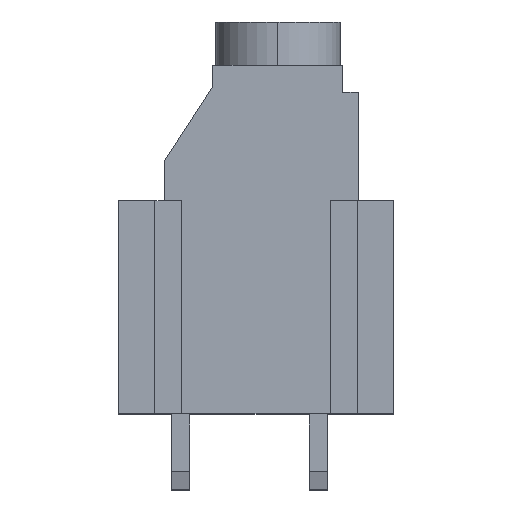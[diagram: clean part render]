
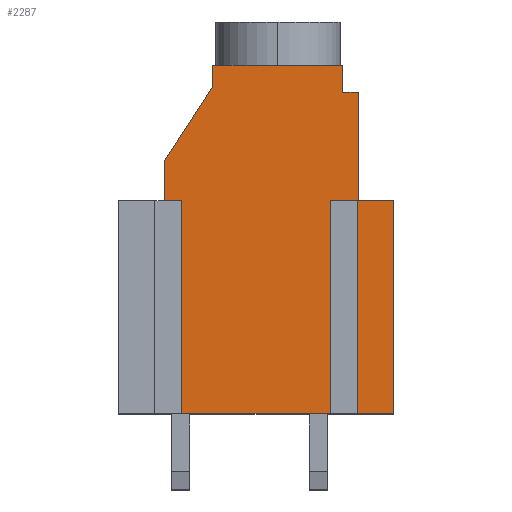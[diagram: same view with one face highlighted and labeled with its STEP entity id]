
A CAD part, top view. The second image highlights one B-rep face of the part: STEP entity #2287.
In plain terms, the highlighted planar face has unit normal (0, 0, 1).
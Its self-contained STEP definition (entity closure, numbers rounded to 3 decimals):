
#28 = CARTESIAN_POINT ( 'NONE',  ( 15.22, 11.8, 19.04 ) ) ;
#35 = ORIENTED_EDGE ( 'NONE', *, *, #371, .T. ) ;
#48 = EDGE_CURVE ( 'NONE', #3220, #2197, #1191, .T. ) ;
#80 = VERTEX_POINT ( 'NONE', #3033 ) ;
#121 = ORIENTED_EDGE ( 'NONE', *, *, #1627, .T. ) ;
#140 = CARTESIAN_POINT ( 'NONE',  ( 11.72, 11.8, 19.04 ) ) ;
#146 = VECTOR ( 'NONE', #1192, 1000. ) ;
#155 = VERTEX_POINT ( 'NONE', #1718 ) ;
#188 = DIRECTION ( 'NONE',  ( -1., 0., 0. ) ) ;
#210 = DIRECTION ( 'NONE',  ( 0., 0., 1. ) ) ;
#220 = PLANE ( 'NONE',  #2650 ) ;
#303 = CARTESIAN_POINT ( 'NONE',  ( 0., 0., 19.04 ) ) ;
#339 = DIRECTION ( 'NONE',  ( 1., 0., 0. ) ) ;
#348 = VERTEX_POINT ( 'NONE', #1780 ) ;
#349 = CARTESIAN_POINT ( 'NONE',  ( 13.22, 0., 19.04 ) ) ;
#351 = ORIENTED_EDGE ( 'NONE', *, *, #1401, .T. ) ;
#371 = EDGE_CURVE ( 'NONE', #889, #3257, #1463, .T. ) ;
#373 = CARTESIAN_POINT ( 'NONE',  ( 0., 11.8, 19.04 ) ) ;
#383 = LINE ( 'NONE', #882, #2224 ) ;
#392 = EDGE_CURVE ( 'NONE', #2914, #889, #2255, .T. ) ;
#412 = VECTOR ( 'NONE', #1776, 1000. ) ;
#421 = ORIENTED_EDGE ( 'NONE', *, *, #741, .T. ) ;
#428 = ORIENTED_EDGE ( 'NONE', *, *, #48, .T. ) ;
#464 = VECTOR ( 'NONE', #3153, 1000. ) ;
#481 = ORIENTED_EDGE ( 'NONE', *, *, #2566, .T. ) ;
#503 = DIRECTION ( 'NONE',  ( 0., -1., 0. ) ) ;
#508 = VECTOR ( 'NONE', #3209, 1000. ) ;
#670 = LINE ( 'NONE', #373, #1375 ) ;
#699 = LINE ( 'NONE', #2095, #1325 ) ;
#739 = CARTESIAN_POINT ( 'NONE',  ( 2.55, 11.8, 19.04 ) ) ;
#741 = EDGE_CURVE ( 'NONE', #1351, #1426, #776, .T. ) ;
#776 = LINE ( 'NONE', #1651, #464 ) ;
#782 = LINE ( 'NONE', #3104, #2089 ) ;
#784 = CARTESIAN_POINT ( 'NONE',  ( 5.22, 18.15, 19.04 ) ) ;
#792 = EDGE_CURVE ( 'NONE', #2535, #1011, #846, .T. ) ;
#825 = EDGE_CURVE ( 'NONE', #2159, #2916, #670, .T. ) ;
#846 = LINE ( 'NONE', #3221, #146 ) ;
#871 = DIRECTION ( 'NONE',  ( 0., -1., 0. ) ) ;
#882 = CARTESIAN_POINT ( 'NONE',  ( 3.5, 0., 19.04 ) ) ;
#889 = VERTEX_POINT ( 'NONE', #140 ) ;
#924 = EDGE_LOOP ( 'NONE', ( #2067, #481, #1554, #3159, #1217, #421, #1962, #428, #2421, #121, #1185, #1545, #351, #2025, #35, #1751 ) ) ;
#933 = CARTESIAN_POINT ( 'NONE',  ( 2.55, 11.8, 19.04 ) ) ;
#951 = EDGE_CURVE ( 'NONE', #3257, #1796, #1139, .T. ) ;
#1011 = VERTEX_POINT ( 'NONE', #1168 ) ;
#1037 = VECTOR ( 'NONE', #1812, 1000. ) ;
#1096 = VECTOR ( 'NONE', #503, 1000. ) ;
#1139 = LINE ( 'NONE', #2168, #2445 ) ;
#1168 = CARTESIAN_POINT ( 'NONE',  ( 13.27, 11.8, 19.04 ) ) ;
#1185 = ORIENTED_EDGE ( 'NONE', *, *, #825, .T. ) ;
#1191 = LINE ( 'NONE', #1505, #2581 ) ;
#1192 = DIRECTION ( 'NONE',  ( -1., 0., 0. ) ) ;
#1196 = CARTESIAN_POINT ( 'NONE',  ( 15.22, 0., 19.04 ) ) ;
#1217 = ORIENTED_EDGE ( 'NONE', *, *, #2001, .F. ) ;
#1311 = VECTOR ( 'NONE', #2490, 1000. ) ;
#1325 = VECTOR ( 'NONE', #2147, 1000. ) ;
#1342 = DIRECTION ( 'NONE',  ( 0., -1., 0. ) ) ;
#1351 = VERTEX_POINT ( 'NONE', #2348 ) ;
#1372 = LINE ( 'NONE', #1760, #1819 ) ;
#1375 = VECTOR ( 'NONE', #339, 1000. ) ;
#1401 = EDGE_CURVE ( 'NONE', #155, #2914, #1372, .T. ) ;
#1426 = VERTEX_POINT ( 'NONE', #1675 ) ;
#1463 = LINE ( 'NONE', #2457, #1311 ) ;
#1493 = CARTESIAN_POINT ( 'NONE',  ( 13.22, 11.8, 19.04 ) ) ;
#1505 = CARTESIAN_POINT ( 'NONE',  ( 5.22, 19.3, 19.04 ) ) ;
#1517 = CARTESIAN_POINT ( 'NONE',  ( 12.42, 19.3, 19.04 ) ) ;
#1545 = ORIENTED_EDGE ( 'NONE', *, *, #2144, .T. ) ;
#1552 = VECTOR ( 'NONE', #1936, 1000. ) ;
#1554 = ORIENTED_EDGE ( 'NONE', *, *, #792, .T. ) ;
#1555 = CARTESIAN_POINT ( 'NONE',  ( 11.72, 0., 19.04 ) ) ;
#1627 = EDGE_CURVE ( 'NONE', #80, #2159, #2556, .T. ) ;
#1651 = CARTESIAN_POINT ( 'NONE',  ( 12.42, 11.8, 19.04 ) ) ;
#1675 = CARTESIAN_POINT ( 'NONE',  ( 12.42, 19.3, 19.04 ) ) ;
#1690 = VECTOR ( 'NONE', #2215, 1000. ) ;
#1718 = CARTESIAN_POINT ( 'NONE',  ( 3.5, 0., 19.04 ) ) ;
#1737 = CARTESIAN_POINT ( 'NONE',  ( 5.22, 19.3, 19.04 ) ) ;
#1751 = ORIENTED_EDGE ( 'NONE', *, *, #951, .T. ) ;
#1760 = CARTESIAN_POINT ( 'NONE',  ( 0., 0., 19.04 ) ) ;
#1776 = DIRECTION ( 'NONE',  ( 0., -1., 0. ) ) ;
#1780 = CARTESIAN_POINT ( 'NONE',  ( 13.27, 17.8, 19.04 ) ) ;
#1796 = VERTEX_POINT ( 'NONE', #349 ) ;
#1812 = DIRECTION ( 'NONE',  ( -1., 0., 0. ) ) ;
#1819 = VECTOR ( 'NONE', #1942, 1000. ) ;
#1826 = DIRECTION ( 'NONE',  ( -0.543, -0.84, 0. ) ) ;
#1841 = CARTESIAN_POINT ( 'NONE',  ( 13.27, 17.8, 19.04 ) ) ;
#1842 = EDGE_CURVE ( 'NONE', #1796, #2111, #1974, .T. ) ;
#1903 = LINE ( 'NONE', #1517, #1037 ) ;
#1936 = DIRECTION ( 'NONE',  ( 0., 1., 0. ) ) ;
#1942 = DIRECTION ( 'NONE',  ( 1., 0., 0. ) ) ;
#1962 = ORIENTED_EDGE ( 'NONE', *, *, #2722, .T. ) ;
#1974 = LINE ( 'NONE', #3140, #508 ) ;
#2001 = EDGE_CURVE ( 'NONE', #1351, #348, #699, .T. ) ;
#2025 = ORIENTED_EDGE ( 'NONE', *, *, #392, .T. ) ;
#2034 = DIRECTION ( 'NONE',  ( 0., -1., 0. ) ) ;
#2067 = ORIENTED_EDGE ( 'NONE', *, *, #1842, .T. ) ;
#2089 = VECTOR ( 'NONE', #1826, 1000. ) ;
#2095 = CARTESIAN_POINT ( 'NONE',  ( 12.42, 17.8, 19.04 ) ) ;
#2111 = VERTEX_POINT ( 'NONE', #1196 ) ;
#2144 = EDGE_CURVE ( 'NONE', #2916, #155, #383, .T. ) ;
#2147 = DIRECTION ( 'NONE',  ( 1., 0., 0. ) ) ;
#2159 = VERTEX_POINT ( 'NONE', #933 ) ;
#2168 = CARTESIAN_POINT ( 'NONE',  ( 13.22, 11.8, 19.04 ) ) ;
#2197 = VERTEX_POINT ( 'NONE', #784 ) ;
#2215 = DIRECTION ( 'NONE',  ( 0., 1., 0. ) ) ;
#2224 = VECTOR ( 'NONE', #871, 1000. ) ;
#2255 = LINE ( 'NONE', #1555, #1552 ) ;
#2266 = CARTESIAN_POINT ( 'NONE',  ( 15.22, 0., 19.04 ) ) ;
#2287 = ADVANCED_FACE ( 'NONE', ( #3147 ), #220, .T. ) ;
#2306 = LINE ( 'NONE', #2266, #1690 ) ;
#2348 = CARTESIAN_POINT ( 'NONE',  ( 12.42, 17.8, 19.04 ) ) ;
#2421 = ORIENTED_EDGE ( 'NONE', *, *, #3144, .T. ) ;
#2445 = VECTOR ( 'NONE', #1342, 1000. ) ;
#2457 = CARTESIAN_POINT ( 'NONE',  ( 0., 11.8, 19.04 ) ) ;
#2490 = DIRECTION ( 'NONE',  ( 1., 0., 0. ) ) ;
#2513 = LINE ( 'NONE', #1841, #412 ) ;
#2535 = VERTEX_POINT ( 'NONE', #28 ) ;
#2556 = LINE ( 'NONE', #739, #1096 ) ;
#2557 = CARTESIAN_POINT ( 'NONE',  ( 11.72, 0., 19.04 ) ) ;
#2566 = EDGE_CURVE ( 'NONE', #2111, #2535, #2306, .T. ) ;
#2581 = VECTOR ( 'NONE', #2034, 1000. ) ;
#2637 = CARTESIAN_POINT ( 'NONE',  ( 3.5, 11.8, 19.04 ) ) ;
#2650 = AXIS2_PLACEMENT_3D ( 'NONE', #303, #210, #188 ) ;
#2706 = EDGE_CURVE ( 'NONE', #348, #1011, #2513, .T. ) ;
#2722 = EDGE_CURVE ( 'NONE', #1426, #3220, #1903, .T. ) ;
#2914 = VERTEX_POINT ( 'NONE', #2557 ) ;
#2916 = VERTEX_POINT ( 'NONE', #2637 ) ;
#3033 = CARTESIAN_POINT ( 'NONE',  ( 2.55, 14.02, 19.04 ) ) ;
#3104 = CARTESIAN_POINT ( 'NONE',  ( 5.22, 18.15, 19.04 ) ) ;
#3140 = CARTESIAN_POINT ( 'NONE',  ( 0., 0., 19.04 ) ) ;
#3144 = EDGE_CURVE ( 'NONE', #2197, #80, #782, .T. ) ;
#3147 = FACE_OUTER_BOUND ( 'NONE', #924, .T. ) ;
#3153 = DIRECTION ( 'NONE',  ( 0., 1., 0. ) ) ;
#3159 = ORIENTED_EDGE ( 'NONE', *, *, #2706, .F. ) ;
#3209 = DIRECTION ( 'NONE',  ( 1., 0., 0. ) ) ;
#3220 = VERTEX_POINT ( 'NONE', #1737 ) ;
#3221 = CARTESIAN_POINT ( 'NONE',  ( 15.22, 11.8, 19.04 ) ) ;
#3257 = VERTEX_POINT ( 'NONE', #1493 ) ;
